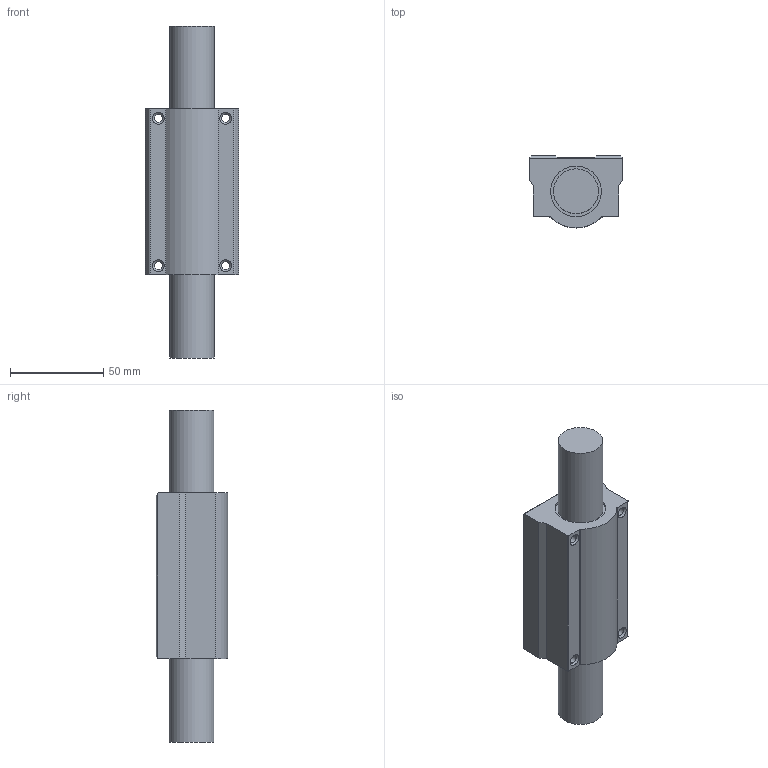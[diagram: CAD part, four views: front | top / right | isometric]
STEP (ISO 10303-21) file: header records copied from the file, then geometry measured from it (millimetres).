
FILE_DESCRIPTION((''),'2;1');
FILE_NAME('SCE16WUU.stp','2013-02-07T13:01:31',('user2'),(''),'Autodesk Inventor 2012','Autodesk Inventor 2012','');
FILE_SCHEMA(('AUTOMOTIVE_DESIGN { 1 0 10303 214 1 1 1 1 }'));
Length unit declared in the file: millimetre
Products named in the file (1): SCE16WUU
Bounding box: 50 x 38.5 x 178 mm (x, y, z)
Volume: 184262.3 mm3; surface area: 26772.6 mm2
Topology: 1 solids, 1 shells, 395 faces, 1107 edges, 735 vertices
Faces by surface type: bspline 268, plane 96, cylinder 19, cone 12
Full cylindrical faces by diameter (mm): 3.8 x1, 4.3 x4, 4.459 x4, 24 x2, 27.2 x2
Entity records: 13512 total; most frequent: CARTESIAN_POINT 4912, ORIENTED_EDGE 2150, EDGE_CURVE 1075, DIRECTION 837, VERTEX_POINT 728, VECTOR 495, LINE 495, EDGE_LOOP 449
